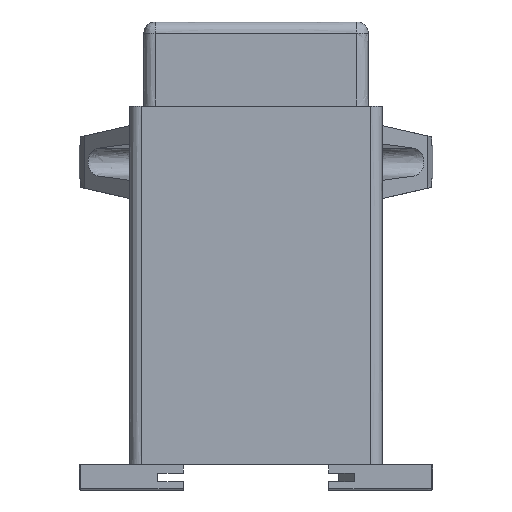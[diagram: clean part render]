
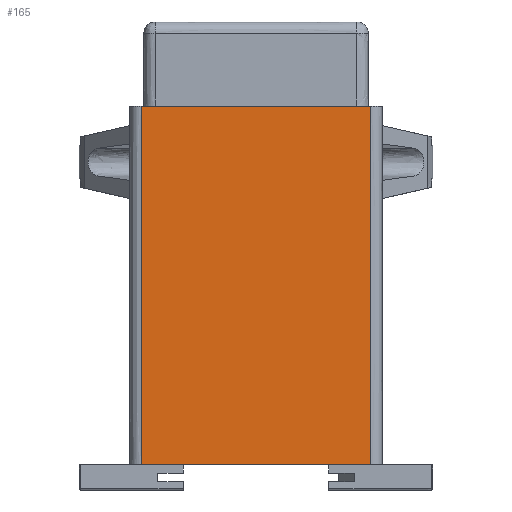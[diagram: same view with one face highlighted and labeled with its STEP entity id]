
A CAD part, left-side view. The second image highlights one B-rep face of the part: STEP entity #165.
In plain terms, the highlighted free-form (B-spline) face has degree [1, 1] with [2, 2] control points.
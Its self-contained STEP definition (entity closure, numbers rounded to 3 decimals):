
#165=ADVANCED_FACE('',(#614),#5594,.T.);
#614=FACE_OUTER_BOUND('',#1063,.T.);
#1063=EDGE_LOOP('',(#1551,#1552,#1553,#1554));
#1551=ORIENTED_EDGE('',*,*,#3688,.T.);
#1552=ORIENTED_EDGE('',*,*,#3696,.F.);
#1553=ORIENTED_EDGE('',*,*,#3679,.F.);
#1554=ORIENTED_EDGE('',*,*,#3695,.F.);
#3679=EDGE_CURVE('',#4755,#4754,#17412,.T.);
#3688=EDGE_CURVE('',#4765,#4764,#17421,.T.);
#3695=EDGE_CURVE('',#4765,#4755,#17428,.T.);
#3696=EDGE_CURVE('',#4754,#4764,#17429,.T.);
#4754=VERTEX_POINT('',#6495);
#4755=VERTEX_POINT('',#6496);
#4764=VERTEX_POINT('',#6505);
#4765=VERTEX_POINT('',#6506);
#5594=B_SPLINE_SURFACE_WITH_KNOTS('',1,1,((#6339,#6340),(#6341,#6342)),.UNSPECIFIED.,
.F.,.F.,.F.,(2,2),(2,2),(2.,43.),(0.,64.),.UNSPECIFIED.);
#6035=CARTESIAN_POINT('',(0.,2.,4.5));
#6036=CARTESIAN_POINT('',(0.,43.,4.5));
#6133=CARTESIAN_POINT('',(0.,2.,68.5));
#6134=CARTESIAN_POINT('',(0.,43.,68.5));
#6231=CARTESIAN_POINT('',(0.,2.,68.5));
#6232=CARTESIAN_POINT('',(0.,2.,47.167));
#6233=CARTESIAN_POINT('',(0.,2.,25.833));
#6234=CARTESIAN_POINT('',(0.,2.,4.5));
#6235=CARTESIAN_POINT('',(0.,43.,4.5));
#6236=CARTESIAN_POINT('',(0.,43.,25.833));
#6237=CARTESIAN_POINT('',(0.,43.,47.167));
#6238=CARTESIAN_POINT('',(0.,43.,68.5));
#6339=CARTESIAN_POINT('',(0.,2.,68.5));
#6340=CARTESIAN_POINT('',(0.,2.,4.5));
#6341=CARTESIAN_POINT('',(0.,43.,68.5));
#6342=CARTESIAN_POINT('',(0.,43.,4.5));
#6495=CARTESIAN_POINT('',(0.,43.,4.5));
#6496=CARTESIAN_POINT('',(0.,2.,4.5));
#6505=CARTESIAN_POINT('',(0.,43.,68.5));
#6506=CARTESIAN_POINT('',(0.,2.,68.5));
#17412=B_SPLINE_CURVE_WITH_KNOTS('',1,(#6035,#6036),.UNSPECIFIED.,.F.,.F.,
(2,2),(2.,43.),.UNSPECIFIED.);
#17421=B_SPLINE_CURVE_WITH_KNOTS('',1,(#6133,#6134),.UNSPECIFIED.,.F.,.F.,
(2,2),(2.,43.),.UNSPECIFIED.);
#17428=B_SPLINE_CURVE_WITH_KNOTS('',3,(#6231,#6232,#6233,#6234),.UNSPECIFIED.,
.F.,.F.,(4,4),(0.,64.),.UNSPECIFIED.);
#17429=B_SPLINE_CURVE_WITH_KNOTS('',3,(#6235,#6236,#6237,#6238),.UNSPECIFIED.,
.F.,.F.,(4,4),(0.,64.),.UNSPECIFIED.);
